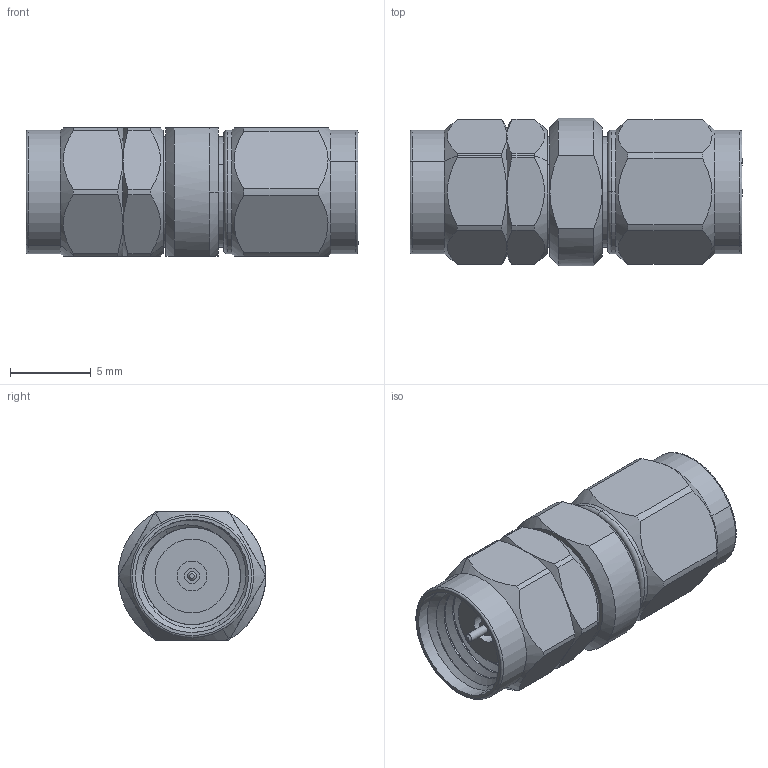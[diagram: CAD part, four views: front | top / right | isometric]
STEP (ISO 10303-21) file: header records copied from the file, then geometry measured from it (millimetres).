
FILE_DESCRIPTION (( 'STEP AP203' ), '1' );
FILE_NAME ('PE9457.step', '2019-07-25T18:29:31', ( '' ), ( '' ), 'SwSTEP 2.0', 'SolidWorks 2018', '' );
FILE_SCHEMA (( 'CONFIG_CONTROL_DESIGN' ));
Length unit declared in the file: inch
Products named in the file (1): PE9457
Bounding box: 20.57 x 9.14 x 7.94 mm (x, y, z)
Volume: 799.5 mm3; surface area: 1182.4 mm2
Topology: 1 solids, 1 shells, 152 faces, 381 edges, 245 vertices
Faces by surface type: cylinder 73, plane 37, cone 30, bspline 8, torus 4
Entity records: 6857 total; most frequent: CARTESIAN_POINT 3312, ORIENTED_EDGE 762, DIRECTION 701, EDGE_CURVE 381, AXIS2_PLACEMENT_3D 290, VERTEX_POINT 245, EDGE_LOOP 166, ADVANCED_FACE 152
